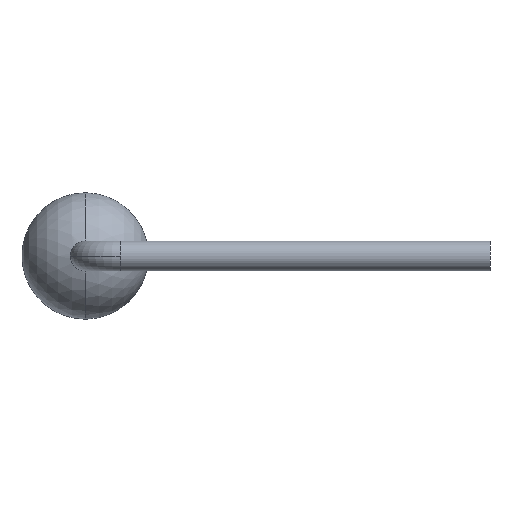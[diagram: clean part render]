
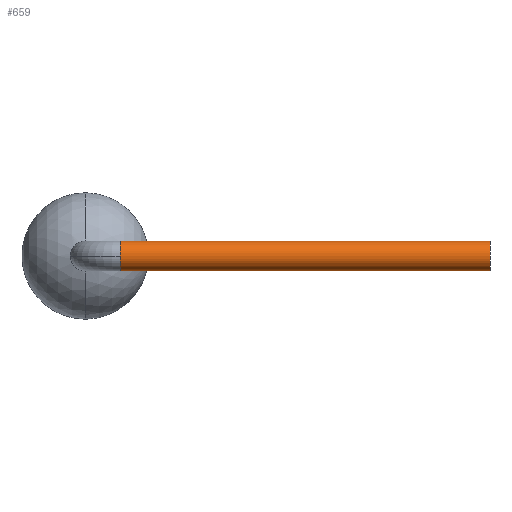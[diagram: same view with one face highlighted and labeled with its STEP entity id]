
A CAD part, left-side view. The second image highlights one B-rep face of the part: STEP entity #659.
In plain terms, the highlighted cylindrical face has radius 0.423 mm (diameter 0.846 mm), a partial arc.
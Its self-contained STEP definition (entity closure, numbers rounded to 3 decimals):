
#16 = VERTEX_POINT ( 'NONE', #73 ) ;
#24 = EDGE_CURVE ( 'NONE', #255, #16, #510, .T. ) ;
#28 = DIRECTION ( 'NONE',  ( 0., 0., 1. ) ) ;
#34 = ORIENTED_EDGE ( 'NONE', *, *, #352, .T. ) ;
#47 = VECTOR ( 'NONE', #556, 1000. ) ;
#55 = ORIENTED_EDGE ( 'NONE', *, *, #494, .T. ) ;
#56 = CARTESIAN_POINT ( 'NONE',  ( -5.5, -11.515, 0. ) ) ;
#57 = CARTESIAN_POINT ( 'NONE',  ( -5.5, -1., 0. ) ) ;
#69 = CARTESIAN_POINT ( 'NONE',  ( -5.5, -1., 0.423 ) ) ;
#73 = CARTESIAN_POINT ( 'NONE',  ( -5.5, -11.515, 0.423 ) ) ;
#98 = CIRCLE ( 'NONE', #634, 0.423 ) ;
#103 = CYLINDRICAL_SURFACE ( 'NONE', #297, 0.423 ) ;
#115 = CARTESIAN_POINT ( 'NONE',  ( -5.5, -1., 0.423 ) ) ;
#117 = CARTESIAN_POINT ( 'NONE',  ( -5.5, -1., 0. ) ) ;
#124 = VERTEX_POINT ( 'NONE', #699 ) ;
#146 = DIRECTION ( 'NONE',  ( 0., -1., 0. ) ) ;
#155 = VECTOR ( 'NONE', #277, 1000. ) ;
#170 = DIRECTION ( 'NONE',  ( 0., 0., 1. ) ) ;
#171 = DIRECTION ( 'NONE',  ( 0., 0., -1. ) ) ;
#200 = CARTESIAN_POINT ( 'NONE',  ( -5.5, -1., 0. ) ) ;
#222 = CARTESIAN_POINT ( 'NONE',  ( -5.923, -1., 0. ) ) ;
#255 = VERTEX_POINT ( 'NONE', #69 ) ;
#262 = CIRCLE ( 'NONE', #657, 0.423 ) ;
#275 = ORIENTED_EDGE ( 'NONE', *, *, #24, .F. ) ;
#277 = DIRECTION ( 'NONE',  ( 0., -1., 0. ) ) ;
#278 = FACE_OUTER_BOUND ( 'NONE', #666, .T. ) ;
#297 = AXIS2_PLACEMENT_3D ( 'NONE', #57, #608, #171 ) ;
#316 = AXIS2_PLACEMENT_3D ( 'NONE', #200, #146, #28 ) ;
#336 = LINE ( 'NONE', #560, #155 ) ;
#344 = DIRECTION ( 'NONE',  ( 0., -1., 0. ) ) ;
#352 = EDGE_CURVE ( 'NONE', #255, #635, #618, .T. ) ;
#397 = DIRECTION ( 'NONE',  ( 0., 0., 1. ) ) ;
#453 = CARTESIAN_POINT ( 'NONE',  ( -5.5, -1., -0.423 ) ) ;
#466 = ORIENTED_EDGE ( 'NONE', *, *, #547, .F. ) ;
#494 = EDGE_CURVE ( 'NONE', #593, #124, #336, .T. ) ;
#510 = LINE ( 'NONE', #115, #47 ) ;
#547 = EDGE_CURVE ( 'NONE', #16, #124, #98, .T. ) ;
#556 = DIRECTION ( 'NONE',  ( 0., -1., 0. ) ) ;
#560 = CARTESIAN_POINT ( 'NONE',  ( -5.5, -1., -0.423 ) ) ;
#576 = EDGE_CURVE ( 'NONE', #635, #593, #262, .T. ) ;
#593 = VERTEX_POINT ( 'NONE', #453 ) ;
#608 = DIRECTION ( 'NONE',  ( 0., -1., 0. ) ) ;
#618 = CIRCLE ( 'NONE', #316, 0.423 ) ;
#621 = ORIENTED_EDGE ( 'NONE', *, *, #576, .T. ) ;
#634 = AXIS2_PLACEMENT_3D ( 'NONE', #56, #707, #170 ) ;
#635 = VERTEX_POINT ( 'NONE', #222 ) ;
#657 = AXIS2_PLACEMENT_3D ( 'NONE', #117, #344, #397 ) ;
#659 = ADVANCED_FACE ( 'NONE', ( #278 ), #103, .T. ) ;
#666 = EDGE_LOOP ( 'NONE', ( #275, #34, #621, #55, #466 ) ) ;
#699 = CARTESIAN_POINT ( 'NONE',  ( -5.5, -11.515, -0.423 ) ) ;
#707 = DIRECTION ( 'NONE',  ( 0., -1., 0. ) ) ;
